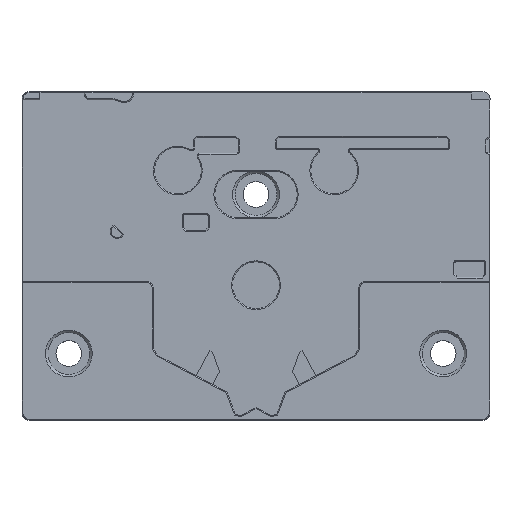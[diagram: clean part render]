
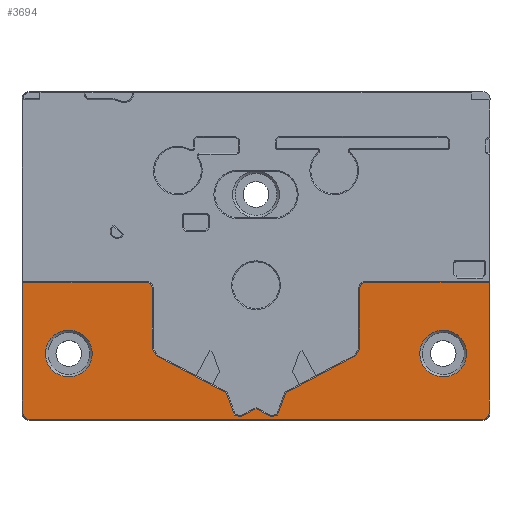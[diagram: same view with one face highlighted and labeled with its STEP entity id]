
A CAD part, top view. The second image highlights one B-rep face of the part: STEP entity #3694.
In plain terms, the highlighted planar face has unit normal (0, 0, 1).
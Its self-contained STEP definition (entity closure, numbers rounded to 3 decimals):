
#22=FACE_BOUND('',#576,.T.);
#23=FACE_BOUND('',#577,.T.);
#143=CIRCLE('',#3964,1.3);
#145=CIRCLE('',#3968,1.3);
#147=CIRCLE('',#3972,1.3);
#149=CIRCLE('',#3977,1.3);
#152=CIRCLE('',#3994,5.);
#153=CIRCLE('',#3995,5.);
#349=FACE_OUTER_BOUND('',#575,.T.);
#575=EDGE_LOOP('',(#3025,#3026,#3027,#3028,#3029,#3030,#3031,#3032,#3033,
#3034,#3035,#3036,#3037,#3038,#3039,#3040,#3041,#3042,#3043,#3044,#3045));
#576=EDGE_LOOP('',(#3046));
#577=EDGE_LOOP('',(#3047));
#927=LINE('',#6026,#1333);
#931=LINE('',#6034,#1337);
#936=LINE('',#6045,#1342);
#938=LINE('',#6049,#1344);
#943=LINE('',#6058,#1349);
#944=LINE('',#6061,#1350);
#949=LINE('',#6072,#1355);
#952=LINE('',#6078,#1358);
#956=LINE('',#6087,#1362);
#960=LINE('',#6094,#1366);
#962=LINE('',#6102,#1368);
#966=LINE('',#6114,#1372);
#969=LINE('',#6123,#1375);
#972=LINE('',#6129,#1378);
#975=LINE('',#6138,#1381);
#978=LINE('',#6142,#1384);
#980=LINE('',#6145,#1386);
#1333=VECTOR('',#4702,10.);
#1337=VECTOR('',#4708,10.);
#1342=VECTOR('',#4715,10.);
#1344=VECTOR('',#4719,10.);
#1349=VECTOR('',#4726,10.);
#1350=VECTOR('',#4729,10.);
#1355=VECTOR('',#4736,10.);
#1358=VECTOR('',#4741,10.);
#1362=VECTOR('',#4747,10.);
#1366=VECTOR('',#4753,10.);
#1368=VECTOR('',#4763,10.);
#1372=VECTOR('',#4775,10.);
#1375=VECTOR('',#4786,10.);
#1378=VECTOR('',#4791,10.);
#1381=VECTOR('',#4802,10.);
#1384=VECTOR('',#4807,10.);
#1386=VECTOR('',#4811,10.);
#1719=VERTEX_POINT('',#6024);
#1720=VERTEX_POINT('',#6025);
#1723=VERTEX_POINT('',#6033);
#1727=VERTEX_POINT('',#6042);
#1728=VERTEX_POINT('',#6044);
#1729=VERTEX_POINT('',#6048);
#1732=VERTEX_POINT('',#6056);
#1733=VERTEX_POINT('',#6060);
#1737=VERTEX_POINT('',#6069);
#1738=VERTEX_POINT('',#6071);
#1739=VERTEX_POINT('',#6075);
#1740=VERTEX_POINT('',#6077);
#1743=VERTEX_POINT('',#6084);
#1744=VERTEX_POINT('',#6086);
#1746=VERTEX_POINT('',#6092);
#1748=VERTEX_POINT('',#6098);
#1750=VERTEX_POINT('',#6107);
#1752=VERTEX_POINT('',#6112);
#1754=VERTEX_POINT('',#6119);
#1756=VERTEX_POINT('',#6128);
#1758=VERTEX_POINT('',#6134);
#1767=VERTEX_POINT('',#6185);
#1768=VERTEX_POINT('',#6187);
#2151=EDGE_CURVE('',#1719,#1720,#927,.T.);
#2155=EDGE_CURVE('',#1720,#1723,#931,.T.);
#2160=EDGE_CURVE('',#1727,#1728,#936,.T.);
#2162=EDGE_CURVE('',#1723,#1729,#938,.T.);
#2167=EDGE_CURVE('',#1732,#1727,#943,.T.);
#2168=EDGE_CURVE('',#1729,#1733,#944,.T.);
#2173=EDGE_CURVE('',#1737,#1738,#949,.T.);
#2176=EDGE_CURVE('',#1739,#1740,#952,.T.);
#2180=EDGE_CURVE('',#1743,#1744,#956,.T.);
#2184=EDGE_CURVE('',#1746,#1743,#960,.T.);
#2187=EDGE_CURVE('',#1748,#1746,#143,.T.);
#2188=EDGE_CURVE('',#1740,#1748,#962,.T.);
#2192=EDGE_CURVE('',#1750,#1739,#145,.T.);
#2194=EDGE_CURVE('',#1752,#1750,#966,.T.);
#2198=EDGE_CURVE('',#1754,#1752,#147,.T.);
#2199=EDGE_CURVE('',#1738,#1754,#969,.T.);
#2202=EDGE_CURVE('',#1744,#1756,#972,.T.);
#2206=EDGE_CURVE('',#1758,#1737,#149,.T.);
#2207=EDGE_CURVE('',#1733,#1758,#975,.T.);
#2210=EDGE_CURVE('',#1756,#1732,#978,.T.);
#2212=EDGE_CURVE('',#1728,#1719,#980,.T.);
#2233=EDGE_CURVE('',#1767,#1767,#152,.T.);
#2234=EDGE_CURVE('',#1768,#1768,#153,.T.);
#3025=ORIENTED_EDGE('',*,*,#2180,.F.);
#3026=ORIENTED_EDGE('',*,*,#2184,.F.);
#3027=ORIENTED_EDGE('',*,*,#2187,.F.);
#3028=ORIENTED_EDGE('',*,*,#2188,.F.);
#3029=ORIENTED_EDGE('',*,*,#2176,.F.);
#3030=ORIENTED_EDGE('',*,*,#2192,.F.);
#3031=ORIENTED_EDGE('',*,*,#2194,.F.);
#3032=ORIENTED_EDGE('',*,*,#2198,.F.);
#3033=ORIENTED_EDGE('',*,*,#2199,.F.);
#3034=ORIENTED_EDGE('',*,*,#2173,.F.);
#3035=ORIENTED_EDGE('',*,*,#2206,.F.);
#3036=ORIENTED_EDGE('',*,*,#2207,.F.);
#3037=ORIENTED_EDGE('',*,*,#2168,.F.);
#3038=ORIENTED_EDGE('',*,*,#2162,.F.);
#3039=ORIENTED_EDGE('',*,*,#2155,.F.);
#3040=ORIENTED_EDGE('',*,*,#2151,.F.);
#3041=ORIENTED_EDGE('',*,*,#2212,.F.);
#3042=ORIENTED_EDGE('',*,*,#2160,.F.);
#3043=ORIENTED_EDGE('',*,*,#2167,.F.);
#3044=ORIENTED_EDGE('',*,*,#2210,.F.);
#3045=ORIENTED_EDGE('',*,*,#2202,.F.);
#3046=ORIENTED_EDGE('',*,*,#2233,.F.);
#3047=ORIENTED_EDGE('',*,*,#2234,.F.);
#3495=PLANE('',#3993);
#3694=ADVANCED_FACE('',(#349,#22,#23),#3495,.T.);
#3964=AXIS2_PLACEMENT_3D('',#6100,#4759,#4760);
#3968=AXIS2_PLACEMENT_3D('',#6109,#4770,#4771);
#3972=AXIS2_PLACEMENT_3D('',#6121,#4782,#4783);
#3977=AXIS2_PLACEMENT_3D('',#6136,#4798,#4799);
#3993=AXIS2_PLACEMENT_3D('',#6184,#4854,#4855);
#3994=AXIS2_PLACEMENT_3D('',#6186,#4856,#4857);
#3995=AXIS2_PLACEMENT_3D('',#6188,#4858,#4859);
#4702=DIRECTION('',(0.956,0.292,0.));
#4708=DIRECTION('',(0.342,0.94,0.));
#4715=DIRECTION('',(0.883,0.469,0.));
#4719=DIRECTION('',(0.883,0.469,0.));
#4726=DIRECTION('',(0.956,-0.292,0.));
#4729=DIRECTION('',(0.477,0.879,0.));
#4736=DIRECTION('',(1.,0.,0.));
#4741=DIRECTION('',(0.,1.,0.));
#4747=DIRECTION('',(0.477,-0.879,0.));
#4753=DIRECTION('',(0.,-1.,0.));
#4759=DIRECTION('center_axis',(0.,0.,-1.));
#4760=DIRECTION('ref_axis',(0.707,0.707,0.));
#4763=DIRECTION('',(1.,0.,0.));
#4770=DIRECTION('center_axis',(0.,0.,-1.));
#4771=DIRECTION('ref_axis',(-0.707,-0.707,0.));
#4775=DIRECTION('',(-1.,0.,0.));
#4782=DIRECTION('center_axis',(0.,0.,-1.));
#4783=DIRECTION('ref_axis',(0.707,-0.707,0.));
#4786=DIRECTION('',(0.,-1.,0.));
#4791=DIRECTION('',(0.883,-0.469,0.));
#4798=DIRECTION('center_axis',(0.,0.,-1.));
#4799=DIRECTION('ref_axis',(-0.707,0.707,0.));
#4802=DIRECTION('',(0.,1.,0.));
#4807=DIRECTION('',(0.342,-0.94,0.));
#4811=DIRECTION('',(0.883,-0.469,0.));
#4854=DIRECTION('center_axis',(0.,0.,1.));
#4855=DIRECTION('ref_axis',(1.,0.,0.));
#4856=DIRECTION('center_axis',(0.,0.,1.));
#4857=DIRECTION('ref_axis',(-1.,0.,0.));
#4858=DIRECTION('center_axis',(0.,0.,1.));
#4859=DIRECTION('ref_axis',(-1.,0.,0.));
#6024=CARTESIAN_POINT('',(-63.937,-77.663,1.5));
#6025=CARTESIAN_POINT('',(-62.608,-77.256,1.5));
#6026=CARTESIAN_POINT('',(-60.569,-76.633,1.5));
#6033=CARTESIAN_POINT('',(-60.898,-72.558,1.5));
#6034=CARTESIAN_POINT('',(-57.526,-63.295,1.5));
#6042=CARTESIAN_POINT('',(-70.499,-77.663,1.5));
#6044=CARTESIAN_POINT('',(-67.218,-75.918,1.5));
#6045=CARTESIAN_POINT('',(-62.433,-73.374,1.5));
#6048=CARTESIAN_POINT('',(-45.892,-64.579,1.5));
#6049=CARTESIAN_POINT('',(-62.433,-73.374,1.5));
#6056=CARTESIAN_POINT('',(-71.828,-77.256,1.5));
#6058=CARTESIAN_POINT('',(-74.475,-76.447,1.5));
#6060=CARTESIAN_POINT('',(-45.034,-63.,1.5));
#6061=CARTESIAN_POINT('',(-43.441,-60.065,1.5));
#6069=CARTESIAN_POINT('',(-43.734,-48.894,1.5));
#6071=CARTESIAN_POINT('',(-17.418,-48.894,1.5));
#6072=CARTESIAN_POINT('',(-39.679,-48.894,1.5));
#6075=CARTESIAN_POINT('',(-117.018,-76.84,1.5));
#6077=CARTESIAN_POINT('',(-117.018,-48.894,1.5));
#6078=CARTESIAN_POINT('',(-117.018,-25.731,1.5));
#6084=CARTESIAN_POINT('',(-89.401,-63.,1.5));
#6086=CARTESIAN_POINT('',(-88.544,-64.579,1.5));
#6087=CARTESIAN_POINT('',(-90.606,-60.781,1.5));
#6092=CARTESIAN_POINT('',(-89.401,-50.194,1.5));
#6094=CARTESIAN_POINT('',(-89.401,-53.095,1.5));
#6098=CARTESIAN_POINT('',(-90.701,-48.894,1.5));
#6100=CARTESIAN_POINT('Origin',(-90.701,-50.194,1.5));
#6102=CARTESIAN_POINT('',(-94.756,-48.894,1.5));
#6107=CARTESIAN_POINT('',(-115.718,-78.14,1.5));
#6109=CARTESIAN_POINT('Origin',(-115.718,-76.84,1.5));
#6112=CARTESIAN_POINT('',(-18.718,-78.14,1.5));
#6114=CARTESIAN_POINT('',(-92.218,-78.14,1.5));
#6119=CARTESIAN_POINT('',(-17.418,-76.84,1.5));
#6121=CARTESIAN_POINT('Origin',(-18.718,-76.84,1.5));
#6123=CARTESIAN_POINT('',(-17.418,-60.803,1.5));
#6128=CARTESIAN_POINT('',(-73.538,-72.558,1.5));
#6129=CARTESIAN_POINT('',(-72.002,-73.374,1.5));
#6134=CARTESIAN_POINT('',(-45.034,-50.194,1.5));
#6136=CARTESIAN_POINT('Origin',(-43.734,-50.194,1.5));
#6138=CARTESIAN_POINT('',(-45.034,-45.575,1.5));
#6142=CARTESIAN_POINT('',(-76.909,-63.295,1.5));
#6145=CARTESIAN_POINT('',(-72.002,-73.374,1.5));
#6184=CARTESIAN_POINT('Origin',(-67.218,-43.267,1.5));
#6185=CARTESIAN_POINT('',(-22.218,-64.117,1.5));
#6186=CARTESIAN_POINT('Origin',(-27.218,-64.117,1.5));
#6187=CARTESIAN_POINT('',(-102.218,-64.117,1.5));
#6188=CARTESIAN_POINT('Origin',(-107.218,-64.117,1.5));
